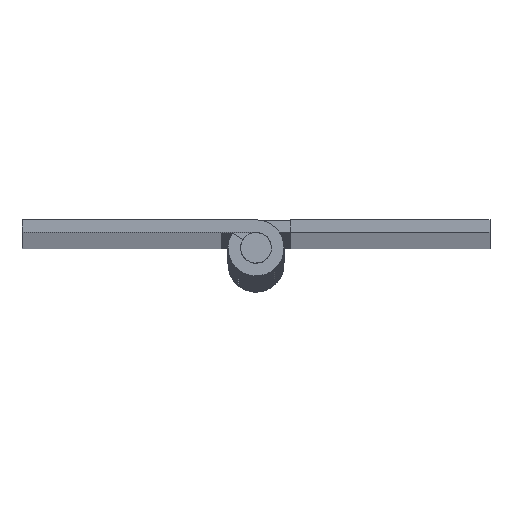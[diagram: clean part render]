
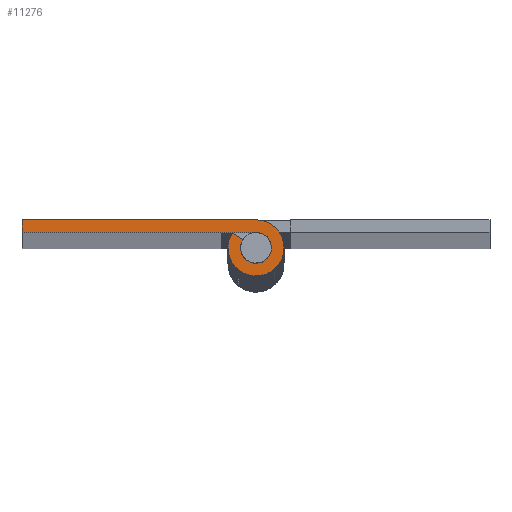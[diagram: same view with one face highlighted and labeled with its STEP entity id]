
A CAD part, top view. The second image highlights one B-rep face of the part: STEP entity #11276.
In plain terms, the highlighted free-form (B-spline) face has degree [1, 1] with [2, 2] control points.
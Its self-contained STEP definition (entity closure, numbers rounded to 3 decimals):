
#11199=CARTESIAN_POINT('',(-15.839,1.98,600.));
#11200=CARTESIAN_POINT('',(2.639,1.98,600.));
#11201=CARTESIAN_POINT('',(-15.839,-1.979,600.));
#11202=CARTESIAN_POINT('',(2.639,-1.979,600.));
#11203=B_SPLINE_SURFACE_WITH_KNOTS('',1,1,((#11199,#11201),(#11200,#11202)),.UNSPECIFIED.,.F.,.F.,.U.,(2,2),(2,2),(0.0,18.478),(0.0,3.959),.UNSPECIFIED.);
#11204=CARTESIAN_POINT('',(-15.0,1.,600.));
#11205=VERTEX_POINT('',#11204);
#11206=CARTESIAN_POINT('',(0.,1.0,600.));
#11207=VERTEX_POINT('',#11206);
#11208=CARTESIAN_POINT('',(-15.0,1.,600.));
#11209=CARTESIAN_POINT('',(0.,1.0,600.));
#11210=QUASI_UNIFORM_CURVE('',1,(#11208,#11209),.UNSPECIFIED.,.F.,.U.);
#11211=EDGE_CURVE('',#11205,#11207,#11210,.T.);
#11212=ORIENTED_EDGE('',*,*,#11211,.T.);
#11213=CARTESIAN_POINT('',(-0.849,0.528,600.));
#11214=VERTEX_POINT('',#11213);
#11215=CARTESIAN_POINT('',(-0.849,0.528,600.));
#11216=CARTESIAN_POINT('',(-1.258,-0.129,600.));
#11217=CARTESIAN_POINT('',(-0.724,-0.69,600.));
#11218=CARTESIAN_POINT('',(-0.19,-1.25,600.));
#11219=CARTESIAN_POINT('',(0.486,-0.874,600.));
#11220=CARTESIAN_POINT('',(1.162,-0.498,600.));
#11221=CARTESIAN_POINT('',(0.968,0.251,600.));
#11222=CARTESIAN_POINT('',(0.774,1.0,600.));
#11223=CARTESIAN_POINT('',(0.0,1.0,600.));
#11231=(BOUNDED_CURVE()B_SPLINE_CURVE(2,(#11215,#11216,#11217,#11218,#11219,#11220,#11221,#11222,#11223),.UNSPECIFIED.,.F.,.U.)B_SPLINE_CURVE_WITH_KNOTS((3,2,2,2,3),(0.0,0.25,0.5,0.75,1.0),.UNSPECIFIED.)CURVE()GEOMETRIC_REPRESENTATION_ITEM()RATIONAL_B_SPLINE_CURVE((1.0,0.791,1.0,0.791,1.0,0.791,1.0,0.791,1.0))REPRESENTATION_ITEM(''));
#11232=EDGE_CURVE('',#11214,#11207,#11231,.T.);
#11233=ORIENTED_EDGE('',*,*,#11232,.F.);
#11234=CARTESIAN_POINT('',(-1.529,0.95,600.));
#11235=VERTEX_POINT('',#11234);
#11236=CARTESIAN_POINT('',(-0.849,0.528,600.));
#11237=CARTESIAN_POINT('',(-1.529,0.95,600.));
#11238=QUASI_UNIFORM_CURVE('',1,(#11236,#11237),.UNSPECIFIED.,.F.,.U.);
#11239=EDGE_CURVE('',#11214,#11235,#11238,.T.);
#11240=ORIENTED_EDGE('',*,*,#11239,.T.);
#11241=CARTESIAN_POINT('',(0.007,1.8,600.));
#11242=VERTEX_POINT('',#11241);
#11243=CARTESIAN_POINT('',(-1.529,0.95,600.));
#11244=CARTESIAN_POINT('',(-2.263,-0.232,600.));
#11245=CARTESIAN_POINT('',(-1.304,-1.24,600.));
#11246=CARTESIAN_POINT('',(-0.346,-2.249,600.));
#11247=CARTESIAN_POINT('',(0.872,-1.575,600.));
#11248=CARTESIAN_POINT('',(2.089,-0.901,600.));
#11249=CARTESIAN_POINT('',(1.744,0.447,600.));
#11250=CARTESIAN_POINT('',(1.398,1.795,600.));
#11251=CARTESIAN_POINT('',(0.007,1.8,600.));
#11259=(BOUNDED_CURVE()B_SPLINE_CURVE(2,(#11243,#11244,#11245,#11246,#11247,#11248,#11249,#11250,#11251),.UNSPECIFIED.,.F.,.U.)B_SPLINE_CURVE_WITH_KNOTS((3,2,2,2,3),(0.0,0.25,0.5,0.75,1.0),.UNSPECIFIED.)CURVE()GEOMETRIC_REPRESENTATION_ITEM()RATIONAL_B_SPLINE_CURVE((1.0,0.791,1.0,0.791,1.0,0.791,1.0,0.791,1.0))REPRESENTATION_ITEM(''));
#11260=EDGE_CURVE('',#11235,#11242,#11259,.T.);
#11261=ORIENTED_EDGE('',*,*,#11260,.T.);
#11262=CARTESIAN_POINT('',(-15.0,1.8,600.));
#11263=VERTEX_POINT('',#11262);
#11264=CARTESIAN_POINT('',(0.007,1.8,600.));
#11265=CARTESIAN_POINT('',(-15.0,1.8,600.));
#11266=QUASI_UNIFORM_CURVE('',1,(#11264,#11265),.UNSPECIFIED.,.F.,.U.);
#11267=EDGE_CURVE('',#11242,#11263,#11266,.T.);
#11268=ORIENTED_EDGE('',*,*,#11267,.T.);
#11269=CARTESIAN_POINT('',(-15.0,1.8,600.));
#11270=CARTESIAN_POINT('',(-15.0,1.,600.));
#11271=QUASI_UNIFORM_CURVE('',1,(#11269,#11270),.UNSPECIFIED.,.F.,.U.);
#11272=EDGE_CURVE('',#11263,#11205,#11271,.T.);
#11273=ORIENTED_EDGE('',*,*,#11272,.T.);
#11274=EDGE_LOOP('',(#11212,#11233,#11240,#11261,#11268,#11273));
#11275=FACE_OUTER_BOUND('',#11274,.T.);
#11276=ADVANCED_FACE('',(#11275),#11203,.F.);
